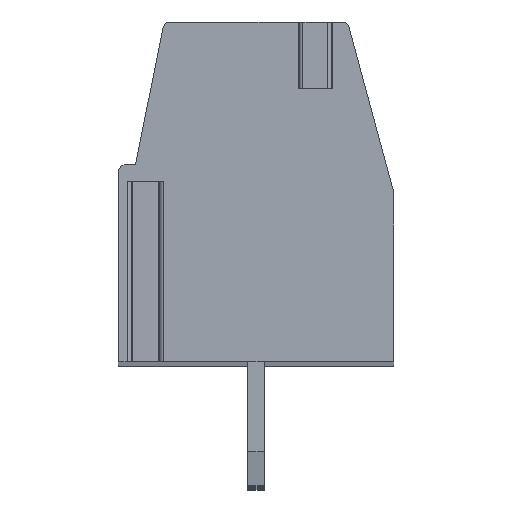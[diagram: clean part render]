
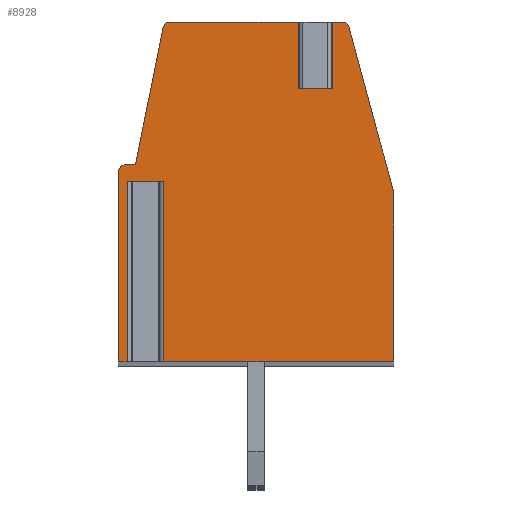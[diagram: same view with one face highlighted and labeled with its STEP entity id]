
A CAD part, top view. The second image highlights one B-rep face of the part: STEP entity #8928.
In plain terms, the highlighted planar face has unit normal (0, 0, 1).
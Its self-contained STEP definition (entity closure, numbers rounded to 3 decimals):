
#13=DIRECTION('',(-1.,0.,0.));
#14=VECTOR('',#13,1.07);
#15=CARTESIAN_POINT('',(-2.72,0.3,73.66));
#16=LINE('',#15,#14);
#17=DIRECTION('',(0.,-1.,0.));
#18=VECTOR('',#17,5.3);
#19=CARTESIAN_POINT('',(-3.79,0.3,73.66));
#20=LINE('',#19,#18);
#21=DIRECTION('',(1.,0.,0.));
#22=VECTOR('',#21,0.26);
#23=CARTESIAN_POINT('',(-4.05,-5.,73.66));
#24=LINE('',#23,#22);
#25=DIRECTION('',(0.,-1.,0.));
#26=VECTOR('',#25,5.6);
#27=CARTESIAN_POINT('',(-4.05,0.6,73.66));
#28=LINE('',#27,#26);
#29=CARTESIAN_POINT('',(-3.85,0.6,73.66));
#30=DIRECTION('',(0.,0.,1.));
#31=DIRECTION('',(0.,1.,0.));
#32=AXIS2_PLACEMENT_3D('',#29,#30,#31);
#34=DIRECTION('',(-1.,0.,0.));
#35=VECTOR('',#34,0.3);
#36=CARTESIAN_POINT('',(-3.55,0.8,73.66));
#37=LINE('',#36,#35);
#38=DIRECTION('',(-0.198,-0.98,0.));
#39=VECTOR('',#38,4.122);
#40=CARTESIAN_POINT('',(-2.732,4.84,73.66));
#41=LINE('',#40,#39);
#42=CARTESIAN_POINT('',(-2.536,4.8,73.66));
#43=DIRECTION('',(0.,0.,1.));
#44=DIRECTION('',(0.,1.,0.));
#45=AXIS2_PLACEMENT_3D('',#42,#43,#44);
#47=DIRECTION('',(-1.,0.,0.));
#48=VECTOR('',#47,3.981);
#49=CARTESIAN_POINT('',(1.445,5.,73.66));
#50=LINE('',#49,#48);
#51=DIRECTION('',(0.,-1.,0.));
#52=VECTOR('',#51,1.95);
#53=CARTESIAN_POINT('',(1.445,5.,73.66));
#54=LINE('',#53,#52);
#55=DIRECTION('',(-1.,0.,0.));
#56=VECTOR('',#55,0.6);
#57=CARTESIAN_POINT('',(2.045,3.05,73.66));
#58=LINE('',#57,#56);
#59=DIRECTION('',(0.,-1.,0.));
#60=VECTOR('',#59,1.95);
#61=CARTESIAN_POINT('',(2.045,5.,73.66));
#62=LINE('',#61,#60);
#63=DIRECTION('',(-1.,0.,0.));
#64=VECTOR('',#63,0.502);
#65=CARTESIAN_POINT('',(2.547,5.,73.66));
#66=LINE('',#65,#64);
#67=CARTESIAN_POINT('',(2.547,4.8,73.66));
#68=DIRECTION('',(0.,0.,1.));
#69=DIRECTION('',(0.965,0.261,0.));
#70=AXIS2_PLACEMENT_3D('',#67,#68,#69);
#72=DIRECTION('',(-0.261,0.965,0.));
#73=VECTOR('',#72,5.026);
#74=CARTESIAN_POINT('',(4.05,0.,73.66));
#75=LINE('',#74,#73);
#76=DIRECTION('',(0.,1.,0.));
#77=VECTOR('',#76,5.);
#78=CARTESIAN_POINT('',(4.05,-5.,73.66));
#79=LINE('',#78,#77);
#80=DIRECTION('',(1.,0.,0.));
#81=VECTOR('',#80,6.77);
#82=CARTESIAN_POINT('',(-2.72,-5.,73.66));
#83=LINE('',#82,#81);
#84=DIRECTION('',(0.,-1.,0.));
#85=VECTOR('',#84,5.3);
#86=CARTESIAN_POINT('',(-2.72,0.3,73.66));
#87=LINE('',#86,#85);
#6965=CARTESIAN_POINT('',(4.05,0.,73.66));
#6966=CARTESIAN_POINT('',(2.74,4.852,73.66));
#6967=VERTEX_POINT('',#6965);
#6968=VERTEX_POINT('',#6966);
#6969=CARTESIAN_POINT('',(2.547,5.,73.66));
#6970=VERTEX_POINT('',#6969);
#6971=CARTESIAN_POINT('',(-2.536,5.,73.66));
#6972=CARTESIAN_POINT('',(-2.732,4.84,73.66));
#6973=VERTEX_POINT('',#6971);
#6974=VERTEX_POINT('',#6972);
#6975=CARTESIAN_POINT('',(-3.55,0.8,73.66));
#6976=VERTEX_POINT('',#6975);
#6977=CARTESIAN_POINT('',(-3.85,0.8,73.66));
#6978=VERTEX_POINT('',#6977);
#6979=CARTESIAN_POINT('',(-4.05,0.6,73.66));
#6980=VERTEX_POINT('',#6979);
#6981=CARTESIAN_POINT('',(-4.05,-5.,73.66));
#6982=VERTEX_POINT('',#6981);
#6983=CARTESIAN_POINT('',(4.05,-5.,73.66));
#6984=VERTEX_POINT('',#6983);
#7045=CARTESIAN_POINT('',(2.045,3.05,73.66));
#7046=CARTESIAN_POINT('',(1.445,3.05,73.66));
#7047=VERTEX_POINT('',#7045);
#7048=VERTEX_POINT('',#7046);
#7049=CARTESIAN_POINT('',(1.445,5.,73.66));
#7050=VERTEX_POINT('',#7049);
#7051=CARTESIAN_POINT('',(2.045,5.,73.66));
#7052=VERTEX_POINT('',#7051);
#7065=CARTESIAN_POINT('',(-2.72,0.3,73.66));
#7066=CARTESIAN_POINT('',(-3.79,0.3,73.66));
#7067=VERTEX_POINT('',#7065);
#7068=VERTEX_POINT('',#7066);
#7069=CARTESIAN_POINT('',(-2.72,-5.,73.66));
#7070=VERTEX_POINT('',#7069);
#7071=CARTESIAN_POINT('',(-3.79,-5.,73.66));
#7072=VERTEX_POINT('',#7071);
#8885=CARTESIAN_POINT('',(0.,0.,73.66));
#8886=DIRECTION('',(0.,0.,1.));
#8887=DIRECTION('',(1.,0.,0.));
#8888=AXIS2_PLACEMENT_3D('',#8885,#8886,#8887);
#8889=PLANE('',#8888);
#8891=ORIENTED_EDGE('',*,*,#8890,.T.);
#8893=ORIENTED_EDGE('',*,*,#8892,.T.);
#8895=ORIENTED_EDGE('',*,*,#8894,.F.);
#8897=ORIENTED_EDGE('',*,*,#8896,.F.);
#8899=ORIENTED_EDGE('',*,*,#8898,.F.);
#8901=ORIENTED_EDGE('',*,*,#8900,.F.);
#8903=ORIENTED_EDGE('',*,*,#8902,.F.);
#8905=ORIENTED_EDGE('',*,*,#8904,.F.);
#8907=ORIENTED_EDGE('',*,*,#8906,.F.);
#8909=ORIENTED_EDGE('',*,*,#8908,.T.);
#8911=ORIENTED_EDGE('',*,*,#8910,.F.);
#8913=ORIENTED_EDGE('',*,*,#8912,.F.);
#8915=ORIENTED_EDGE('',*,*,#8914,.F.);
#8917=ORIENTED_EDGE('',*,*,#8916,.F.);
#8919=ORIENTED_EDGE('',*,*,#8918,.F.);
#8921=ORIENTED_EDGE('',*,*,#8920,.F.);
#8923=ORIENTED_EDGE('',*,*,#8922,.F.);
#8925=ORIENTED_EDGE('',*,*,#8924,.F.);
#8926=EDGE_LOOP('',(#8891,#8893,#8895,#8897,#8899,#8901,#8903,#8905,#8907,#8909,
#8911,#8913,#8915,#8917,#8919,#8921,#8923,#8925));
#8927=FACE_OUTER_BOUND('',#8926,.F.);
#33=CIRCLE('',#32,0.2);
#46=CIRCLE('',#45,0.2);
#71=CIRCLE('',#70,0.2);
#8890=EDGE_CURVE('',#7067,#7068,#16,.T.);
#8892=EDGE_CURVE('',#7068,#7072,#20,.T.);
#8894=EDGE_CURVE('',#6982,#7072,#24,.T.);
#8896=EDGE_CURVE('',#6980,#6982,#28,.T.);
#8898=EDGE_CURVE('',#6978,#6980,#33,.T.);
#8900=EDGE_CURVE('',#6976,#6978,#37,.T.);
#8902=EDGE_CURVE('',#6974,#6976,#41,.T.);
#8904=EDGE_CURVE('',#6973,#6974,#46,.T.);
#8906=EDGE_CURVE('',#7050,#6973,#50,.T.);
#8908=EDGE_CURVE('',#7050,#7048,#54,.T.);
#8910=EDGE_CURVE('',#7047,#7048,#58,.T.);
#8912=EDGE_CURVE('',#7052,#7047,#62,.T.);
#8914=EDGE_CURVE('',#6970,#7052,#66,.T.);
#8916=EDGE_CURVE('',#6968,#6970,#71,.T.);
#8918=EDGE_CURVE('',#6967,#6968,#75,.T.);
#8920=EDGE_CURVE('',#6984,#6967,#79,.T.);
#8922=EDGE_CURVE('',#7070,#6984,#83,.T.);
#8924=EDGE_CURVE('',#7067,#7070,#87,.T.);
#8928=ADVANCED_FACE('',(#8927),#8889,.T.);
